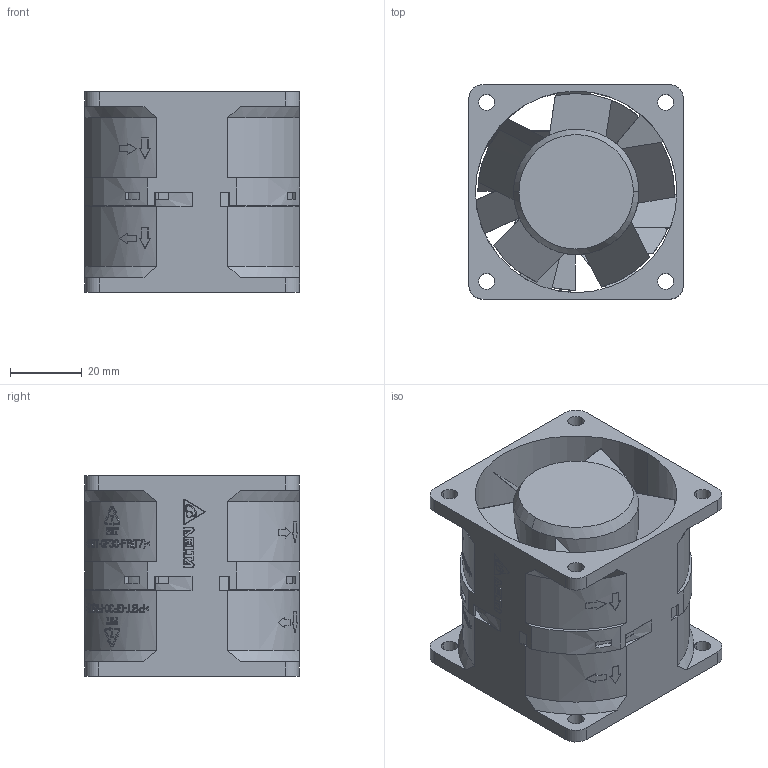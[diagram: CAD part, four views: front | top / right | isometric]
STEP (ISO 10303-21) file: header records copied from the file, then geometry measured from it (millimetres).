
FILE_DESCRIPTION((''),'2;1');
FILE_NAME('DELTA_6056_3D_MODEL','2022-02-15T',('YONGWEI.WU'),(''),'CREO PARAMETRIC BY PTC INC, 2018220','CREO PARAMETRIC BY PTC INC, 2018220','');
FILE_SCHEMA(('CONFIG_CONTROL_DESIGN'));
Length unit declared in the file: millimetre
Products named in the file (1): DELTA_6056_3D_MODEL
Bounding box: 60.1 x 60 x 56 mm (x, y, z)
Volume: 84401.8 mm3; surface area: 43918.1 mm2
Topology: 3 solids, 3 shells, 1350 faces, 3872 edges, 2585 vertices
Faces by surface type: plane 1024, cylinder 181, extrusion 134, cone 10, bspline 1
Entity records: 46163 total; most frequent: CARTESIAN_POINT 12806, ORIENTED_EDGE 7744, DIRECTION 5657, EDGE_CURVE 3872, VERTEX_POINT 2585, VECTOR 2009, LINE 1875, AXIS2_PLACEMENT_3D 1824
